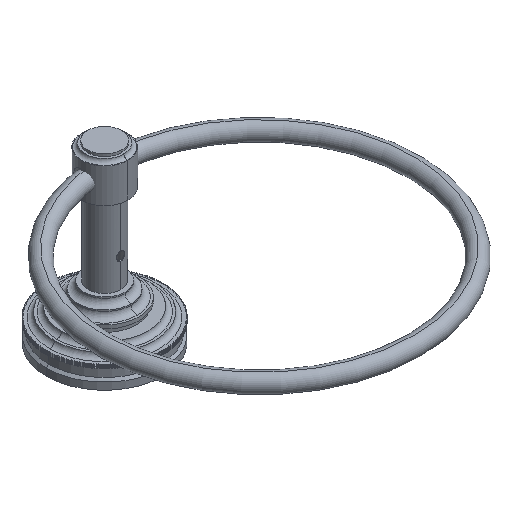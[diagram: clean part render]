
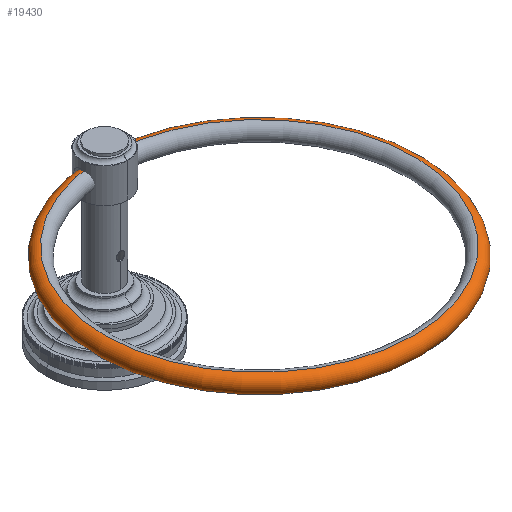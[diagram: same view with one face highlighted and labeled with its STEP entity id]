
A CAD part, isometric view. The second image highlights one B-rep face of the part: STEP entity #19430.
In plain terms, the highlighted toroidal (fillet/blend) face has major radius 84.138 mm and minor radius 4.763 mm.
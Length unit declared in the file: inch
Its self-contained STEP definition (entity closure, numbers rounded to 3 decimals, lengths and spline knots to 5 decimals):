
#19377=CARTESIAN_POINT('',(-0.1156,0.,3.2575));
#19378=DIRECTION('',(0.999,0.035,0.));
#19379=DIRECTION('',(0.,0.,-1.));
#19380=AXIS2_PLACEMENT_3D('',#19377,#19378,#19379);
#19382=CARTESIAN_POINT('',(0.1156,0.,3.2575));
#19383=DIRECTION('',(-0.999,0.035,0.));
#19384=DIRECTION('',(0.,0.,1.));
#19385=AXIS2_PLACEMENT_3D('',#19382,#19383,#19384);
#19387=CARTESIAN_POINT('',(0.,-3.31048,3.445));
#19388=DIRECTION('',(0.,0.,-1.));
#19389=DIRECTION('',(0.035,0.999,0.));
#19390=AXIS2_PLACEMENT_3D('',#19387,#19388,#19389);
#19397=CARTESIAN_POINT('',(0.,-3.31048,3.07));
#19398=DIRECTION('',(0.,0.,1.));
#19399=DIRECTION('',(-0.035,0.999,0.));
#19400=AXIS2_PLACEMENT_3D('',#19397,#19398,#19399);
#19407=CARTESIAN_POINT('',(0.1156,0.,3.445));
#19408=CARTESIAN_POINT('',(0.1156,0.,3.07));
#19409=VERTEX_POINT('',#19407);
#19410=VERTEX_POINT('',#19408);
#19411=CARTESIAN_POINT('',(-0.1156,0.,3.07));
#19412=CARTESIAN_POINT('',(-0.1156,0.,3.445));
#19413=VERTEX_POINT('',#19411);
#19414=VERTEX_POINT('',#19412);
#19415=CARTESIAN_POINT('',(0.,-3.31048,3.2575));
#19416=DIRECTION('',(0.,0.,-1.));
#19417=DIRECTION('',(0.,-1.,0.));
#19418=AXIS2_PLACEMENT_3D('',#19415,#19416,#19417);
#19419=TOROIDAL_SURFACE('',#19418,3.3125,0.1875);
#19421=ORIENTED_EDGE('',*,*,#19420,.F.);
#19423=ORIENTED_EDGE('',*,*,#19422,.T.);
#19425=ORIENTED_EDGE('',*,*,#19424,.F.);
#19427=ORIENTED_EDGE('',*,*,#19426,.T.);
#19428=EDGE_LOOP('',(#19421,#19423,#19425,#19427));
#19429=FACE_OUTER_BOUND('',#19428,.F.);
#19430=ADVANCED_FACE('',(#19429),#19419,.T.);
#19381=CIRCLE('',#19380,0.1875);
#19386=CIRCLE('',#19385,0.1875);
#19391=CIRCLE('',#19390,3.3125);
#19401=CIRCLE('',#19400,3.3125);
#19420=EDGE_CURVE('',#19413,#19410,#19401,.T.);
#19422=EDGE_CURVE('',#19413,#19414,#19381,.T.);
#19424=EDGE_CURVE('',#19409,#19414,#19391,.T.);
#19426=EDGE_CURVE('',#19409,#19410,#19386,.T.);
